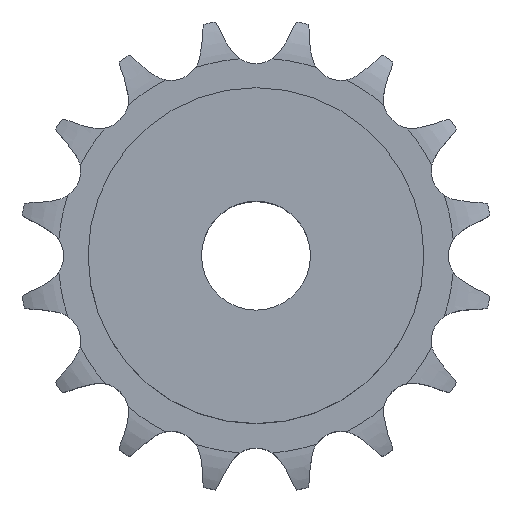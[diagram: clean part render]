
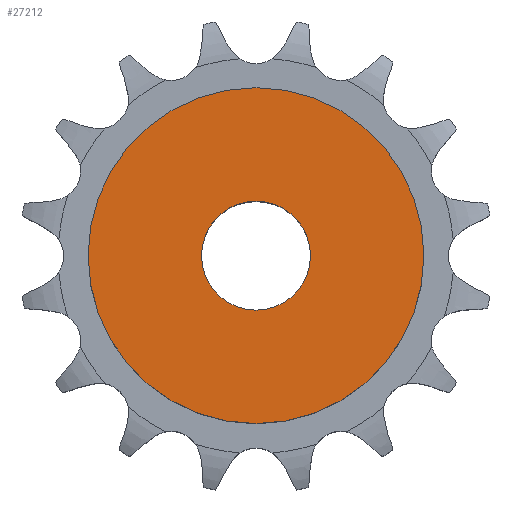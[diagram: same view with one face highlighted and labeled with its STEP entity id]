
A CAD part, top view. The second image highlights one B-rep face of the part: STEP entity #27212.
In plain terms, the highlighted planar face has unit normal (0, 0, 1).
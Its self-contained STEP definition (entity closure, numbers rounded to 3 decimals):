
#14549 = CYLINDRICAL_SURFACE('',#14550,6.);
#14550 = AXIS2_PLACEMENT_3D('',#14551,#14552,#14553);
#14551 = CARTESIAN_POINT('',(0.,0.,88.17));
#14552 = DIRECTION('',(0.,0.,1.));
#14553 = DIRECTION('',(1.,0.,0.));
#18625 = EDGE_CURVE('',#18626,#18626,#18628,.T.);
#18626 = VERTEX_POINT('',#18627);
#18627 = CARTESIAN_POINT('',(6.,0.,30.));
#18628 = SURFACE_CURVE('',#18629,(#18634,#18641),.PCURVE_S1.);
#18629 = CIRCLE('',#18630,6.);
#18630 = AXIS2_PLACEMENT_3D('',#18631,#18632,#18633);
#18631 = CARTESIAN_POINT('',(0.,0.,30.));
#18632 = DIRECTION('',(0.,0.,1.));
#18633 = DIRECTION('',(1.,0.,0.));
#18634 = PCURVE('',#14549,#18635);
#18635 = DEFINITIONAL_REPRESENTATION('',(#18636),#18640);
#18636 = LINE('',#18637,#18638);
#18637 = CARTESIAN_POINT('',(0.,-58.17));
#18638 = VECTOR('',#18639,1.);
#18639 = DIRECTION('',(1.,0.));
#18640 = ( GEOMETRIC_REPRESENTATION_CONTEXT(2) 
PARAMETRIC_REPRESENTATION_CONTEXT() REPRESENTATION_CONTEXT('2D SPACE',''
  ) );
#18641 = PCURVE('',#18642,#18647);
#18642 = PLANE('',#18643);
#18643 = AXIS2_PLACEMENT_3D('',#18644,#18645,#18646);
#18644 = CARTESIAN_POINT('',(0.,0.,30.)
  );
#18645 = DIRECTION('',(0.,0.,1.));
#18646 = DIRECTION('',(1.,0.,0.));
#18647 = DEFINITIONAL_REPRESENTATION('',(#18648),#18652);
#18648 = CIRCLE('',#18649,6.);
#18649 = AXIS2_PLACEMENT_2D('',#18650,#18651);
#18650 = CARTESIAN_POINT('',(0.,0.));
#18651 = DIRECTION('',(1.,0.));
#18652 = ( GEOMETRIC_REPRESENTATION_CONTEXT(2) 
PARAMETRIC_REPRESENTATION_CONTEXT() REPRESENTATION_CONTEXT('2D SPACE',''
  ) );
#27212 = ADVANCED_FACE('',(#27213,#27244),#18642,.T.);
#27213 = FACE_BOUND('',#27214,.T.);
#27214 = EDGE_LOOP('',(#27215));
#27215 = ORIENTED_EDGE('',*,*,#27216,.T.);
#27216 = EDGE_CURVE('',#27217,#27217,#27219,.T.);
#27217 = VERTEX_POINT('',#27218);
#27218 = CARTESIAN_POINT('',(18.5,0.,30.));
#27219 = SURFACE_CURVE('',#27220,(#27225,#27232),.PCURVE_S1.);
#27220 = CIRCLE('',#27221,18.5);
#27221 = AXIS2_PLACEMENT_3D('',#27222,#27223,#27224);
#27222 = CARTESIAN_POINT('',(0.,0.,30.));
#27223 = DIRECTION('',(0.,0.,1.));
#27224 = DIRECTION('',(1.,0.,0.));
#27225 = PCURVE('',#18642,#27226);
#27226 = DEFINITIONAL_REPRESENTATION('',(#27227),#27231);
#27227 = CIRCLE('',#27228,18.5);
#27228 = AXIS2_PLACEMENT_2D('',#27229,#27230);
#27229 = CARTESIAN_POINT('',(0.,0.));
#27230 = DIRECTION('',(1.,0.));
#27231 = ( GEOMETRIC_REPRESENTATION_CONTEXT(2) 
PARAMETRIC_REPRESENTATION_CONTEXT() REPRESENTATION_CONTEXT('2D SPACE',''
  ) );
#27232 = PCURVE('',#27233,#27238);
#27233 = CYLINDRICAL_SURFACE('',#27234,18.5);
#27234 = AXIS2_PLACEMENT_3D('',#27235,#27236,#27237);
#27235 = CARTESIAN_POINT('',(0.,0.,0.));
#27236 = DIRECTION('',(-0.,-0.,-1.));
#27237 = DIRECTION('',(1.,0.,0.));
#27238 = DEFINITIONAL_REPRESENTATION('',(#27239),#27243);
#27239 = LINE('',#27240,#27241);
#27240 = CARTESIAN_POINT('',(-0.,-30.));
#27241 = VECTOR('',#27242,1.);
#27242 = DIRECTION('',(-1.,0.));
#27243 = ( GEOMETRIC_REPRESENTATION_CONTEXT(2) 
PARAMETRIC_REPRESENTATION_CONTEXT() REPRESENTATION_CONTEXT('2D SPACE',''
  ) );
#27244 = FACE_BOUND('',#27245,.T.);
#27245 = EDGE_LOOP('',(#27246));
#27246 = ORIENTED_EDGE('',*,*,#18625,.F.);
